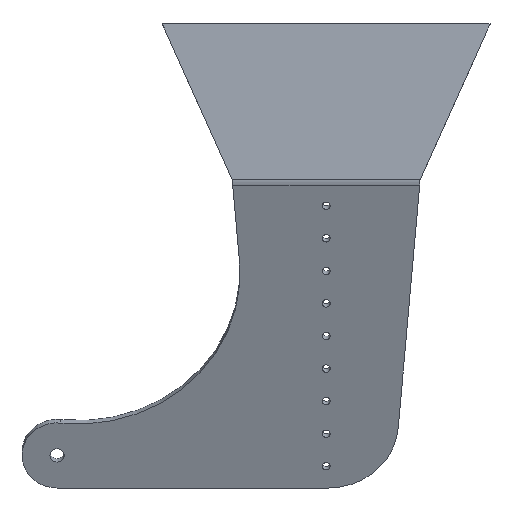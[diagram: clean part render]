
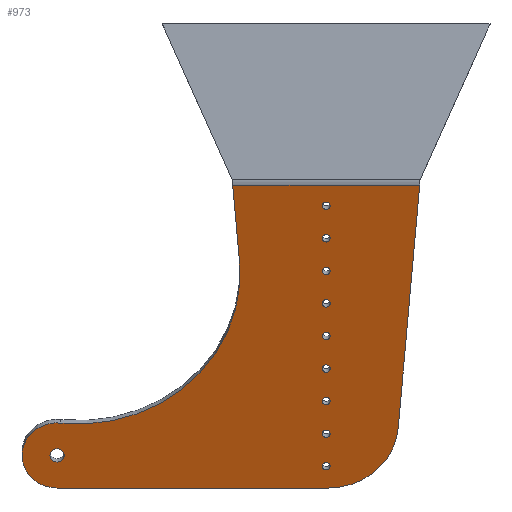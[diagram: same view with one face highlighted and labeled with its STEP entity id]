
A CAD part, top view. The second image highlights one B-rep face of the part: STEP entity #973.
In plain terms, the highlighted planar face has unit normal (0, -0.375, 0.927).
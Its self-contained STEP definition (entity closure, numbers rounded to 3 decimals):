
#200 = VERTEX_POINT('',#201);
#201 = CARTESIAN_POINT('',(109.952,-68.939,3.49
    ));
#206 = EDGE_CURVE('',#200,#207,#209,.T.);
#207 = VERTEX_POINT('',#208);
#208 = CARTESIAN_POINT('',(100.763,-172.666,
    -38.418));
#209 = LINE('',#210,#211);
#210 = CARTESIAN_POINT('',(110.,-68.398,3.709));
#211 = VECTOR('',#212,1.);
#212 = DIRECTION('',(-0.082,-0.924,-0.373
    ));
#230 = VERTEX_POINT('',#231);
#231 = CARTESIAN_POINT('',(70.863,-198.204,
    -48.736));
#237 = EDGE_CURVE('',#207,#230,#238,.T.);
#238 = CIRCLE('',#239,30.);
#239 = AXIS2_PLACEMENT_3D('',#240,#241,#242);
#240 = CARTESIAN_POINT('',(70.863,-170.389,
    -37.498));
#241 = DIRECTION('',(0.,0.375,-0.927));
#242 = DIRECTION('',(0.,-0.927,-0.375));
#400 = EDGE_CURVE('',#230,#401,#403,.T.);
#401 = VERTEX_POINT('',#402);
#402 = CARTESIAN_POINT('',(-45.,-198.204,-48.736));
#403 = LINE('',#404,#405);
#404 = CARTESIAN_POINT('',(41.5,-198.204,-48.736));
#405 = VECTOR('',#406,1.);
#406 = DIRECTION('',(-1.,0.,0.));
#426 = VERTEX_POINT('',#427);
#427 = CARTESIAN_POINT('',(32.945,-101.642,
    -9.722));
#433 = EDGE_CURVE('',#426,#434,#436,.T.);
#434 = VERTEX_POINT('',#435);
#435 = CARTESIAN_POINT('',(30.048,-68.939,
    3.49));
#436 = LINE('',#437,#438);
#437 = CARTESIAN_POINT('',(32.945,-101.642,
    -9.722));
#438 = VECTOR('',#439,1.);
#439 = DIRECTION('',(-0.082,0.924,0.373)
  );
#455 = VERTEX_POINT('',#456);
#456 = CARTESIAN_POINT('',(-43.361,-170.472,
    -37.532));
#462 = EDGE_CURVE('',#455,#401,#463,.T.);
#463 = CIRCLE('',#464,15.);
#464 = AXIS2_PLACEMENT_3D('',#465,#466,#467);
#465 = CARTESIAN_POINT('',(-45.,-184.296,-43.117));
#466 = DIRECTION('',(0.,-0.375,0.927));
#467 = DIRECTION('',(1.,0.,0.));
#480 = EDGE_CURVE('',#455,#426,#481,.T.);
#481 = CIRCLE('',#482,69.);
#482 = AXIS2_PLACEMENT_3D('',#483,#484,#485);
#483 = CARTESIAN_POINT('',(-35.823,-106.879,
    -11.838));
#484 = DIRECTION('',(0.,-0.375,0.927));
#485 = DIRECTION('',(1.,0.,0.));
#498 = VERTEX_POINT('',#499);
#499 = CARTESIAN_POINT('',(-41.95,-184.296,-43.117));
#505 = EDGE_CURVE('',#498,#498,#506,.T.);
#506 = CIRCLE('',#507,3.05);
#507 = AXIS2_PLACEMENT_3D('',#508,#509,#510);
#508 = CARTESIAN_POINT('',(-45.,-184.296,-43.117));
#509 = DIRECTION('',(0.,-0.375,0.927));
#510 = DIRECTION('',(1.,0.,0.));
#523 = VERTEX_POINT('',#524);
#524 = CARTESIAN_POINT('',(71.7,-188.932,-44.99));
#530 = EDGE_CURVE('',#523,#523,#531,.T.);
#531 = CIRCLE('',#532,1.7);
#532 = AXIS2_PLACEMENT_3D('',#533,#534,#535);
#533 = CARTESIAN_POINT('',(70.,-188.932,-44.99));
#534 = DIRECTION('',(0.,-0.375,0.927));
#535 = DIRECTION('',(1.,0.,0.));
#548 = VERTEX_POINT('',#549);
#549 = CARTESIAN_POINT('',(71.7,-175.025,-39.371));
#555 = EDGE_CURVE('',#548,#548,#556,.T.);
#556 = CIRCLE('',#557,1.7);
#557 = AXIS2_PLACEMENT_3D('',#558,#559,#560);
#558 = CARTESIAN_POINT('',(70.,-175.025,-39.371));
#559 = DIRECTION('',(0.,-0.375,0.927));
#560 = DIRECTION('',(1.,0.,0.));
#573 = VERTEX_POINT('',#574);
#574 = CARTESIAN_POINT('',(71.7,-161.117,-33.752));
#580 = EDGE_CURVE('',#573,#573,#581,.T.);
#581 = CIRCLE('',#582,1.7);
#582 = AXIS2_PLACEMENT_3D('',#583,#584,#585);
#583 = CARTESIAN_POINT('',(70.,-161.117,-33.752));
#584 = DIRECTION('',(0.,-0.375,0.927));
#585 = DIRECTION('',(1.,0.,0.));
#598 = VERTEX_POINT('',#599);
#599 = CARTESIAN_POINT('',(71.7,-147.209,-28.133));
#605 = EDGE_CURVE('',#598,#598,#606,.T.);
#606 = CIRCLE('',#607,1.7);
#607 = AXIS2_PLACEMENT_3D('',#608,#609,#610);
#608 = CARTESIAN_POINT('',(70.,-147.209,-28.133));
#609 = DIRECTION('',(0.,-0.375,0.927));
#610 = DIRECTION('',(1.,0.,0.));
#623 = VERTEX_POINT('',#624);
#624 = CARTESIAN_POINT('',(71.7,-133.301,-22.514));
#630 = EDGE_CURVE('',#623,#623,#631,.T.);
#631 = CIRCLE('',#632,1.7);
#632 = AXIS2_PLACEMENT_3D('',#633,#634,#635);
#633 = CARTESIAN_POINT('',(70.,-133.301,-22.514));
#634 = DIRECTION('',(0.,-0.375,0.927));
#635 = DIRECTION('',(1.,0.,0.));
#648 = VERTEX_POINT('',#649);
#649 = CARTESIAN_POINT('',(71.7,-119.394,-16.895));
#655 = EDGE_CURVE('',#648,#648,#656,.T.);
#656 = CIRCLE('',#657,1.7);
#657 = AXIS2_PLACEMENT_3D('',#658,#659,#660);
#658 = CARTESIAN_POINT('',(70.,-119.394,-16.895));
#659 = DIRECTION('',(0.,-0.375,0.927));
#660 = DIRECTION('',(1.,0.,0.));
#673 = VERTEX_POINT('',#674);
#674 = CARTESIAN_POINT('',(71.7,-105.486,-11.276));
#680 = EDGE_CURVE('',#673,#673,#681,.T.);
#681 = CIRCLE('',#682,1.7);
#682 = AXIS2_PLACEMENT_3D('',#683,#684,#685);
#683 = CARTESIAN_POINT('',(70.,-105.486,-11.276));
#684 = DIRECTION('',(0.,-0.375,0.927));
#685 = DIRECTION('',(1.,0.,0.));
#698 = VERTEX_POINT('',#699);
#699 = CARTESIAN_POINT('',(71.7,-91.578,-5.656));
#705 = EDGE_CURVE('',#698,#698,#706,.T.);
#706 = CIRCLE('',#707,1.7);
#707 = AXIS2_PLACEMENT_3D('',#708,#709,#710);
#708 = CARTESIAN_POINT('',(70.,-91.578,-5.656));
#709 = DIRECTION('',(0.,-0.375,0.927));
#710 = DIRECTION('',(1.,0.,0.));
#723 = VERTEX_POINT('',#724);
#724 = CARTESIAN_POINT('',(71.7,-77.67,-0.037));
#730 = EDGE_CURVE('',#723,#723,#731,.T.);
#731 = CIRCLE('',#732,1.7);
#732 = AXIS2_PLACEMENT_3D('',#733,#734,#735);
#733 = CARTESIAN_POINT('',(70.,-77.67,-0.037));
#734 = DIRECTION('',(0.,-0.375,0.927));
#735 = DIRECTION('',(1.,0.,0.));
#973 = ADVANCED_FACE('',(#974,#988,#991,#994,#997,#1000,#1003,#1006,
    #1009,#1012,#1015),#1018,.T.);
#974 = FACE_BOUND('',#975,.T.);
#975 = EDGE_LOOP('',(#976,#977,#983,#984,#985,#986,#987));
#976 = ORIENTED_EDGE('',*,*,#206,.F.);
#977 = ORIENTED_EDGE('',*,*,#978,.T.);
#978 = EDGE_CURVE('',#200,#434,#979,.T.);
#979 = LINE('',#980,#981);
#980 = CARTESIAN_POINT('',(30.048,-68.939,
    3.49));
#981 = VECTOR('',#982,1.);
#982 = DIRECTION('',(-1.,-0.,-0.));
#983 = ORIENTED_EDGE('',*,*,#433,.F.);
#984 = ORIENTED_EDGE('',*,*,#480,.F.);
#985 = ORIENTED_EDGE('',*,*,#462,.T.);
#986 = ORIENTED_EDGE('',*,*,#400,.F.);
#987 = ORIENTED_EDGE('',*,*,#237,.F.);
#988 = FACE_BOUND('',#989,.T.);
#989 = EDGE_LOOP('',(#990));
#990 = ORIENTED_EDGE('',*,*,#505,.F.);
#991 = FACE_BOUND('',#992,.T.);
#992 = EDGE_LOOP('',(#993));
#993 = ORIENTED_EDGE('',*,*,#530,.F.);
#994 = FACE_BOUND('',#995,.T.);
#995 = EDGE_LOOP('',(#996));
#996 = ORIENTED_EDGE('',*,*,#555,.F.);
#997 = FACE_BOUND('',#998,.T.);
#998 = EDGE_LOOP('',(#999));
#999 = ORIENTED_EDGE('',*,*,#580,.F.);
#1000 = FACE_BOUND('',#1001,.T.);
#1001 = EDGE_LOOP('',(#1002));
#1002 = ORIENTED_EDGE('',*,*,#605,.F.);
#1003 = FACE_BOUND('',#1004,.T.);
#1004 = EDGE_LOOP('',(#1005));
#1005 = ORIENTED_EDGE('',*,*,#630,.F.);
#1006 = FACE_BOUND('',#1007,.T.);
#1007 = EDGE_LOOP('',(#1008));
#1008 = ORIENTED_EDGE('',*,*,#655,.F.);
#1009 = FACE_BOUND('',#1010,.T.);
#1010 = EDGE_LOOP('',(#1011));
#1011 = ORIENTED_EDGE('',*,*,#680,.F.);
#1012 = FACE_BOUND('',#1013,.T.);
#1013 = EDGE_LOOP('',(#1014));
#1014 = ORIENTED_EDGE('',*,*,#705,.F.);
#1015 = FACE_BOUND('',#1016,.T.);
#1016 = EDGE_LOOP('',(#1017));
#1017 = ORIENTED_EDGE('',*,*,#730,.F.);
#1018 = PLANE('',#1019);
#1019 = AXIS2_PLACEMENT_3D('',#1020,#1021,#1022);
#1020 = CARTESIAN_POINT('',(49.145,-110.729,
    -13.394));
#1021 = DIRECTION('',(0.,-0.375,0.927));
#1022 = DIRECTION('',(1.,0.,0.));
